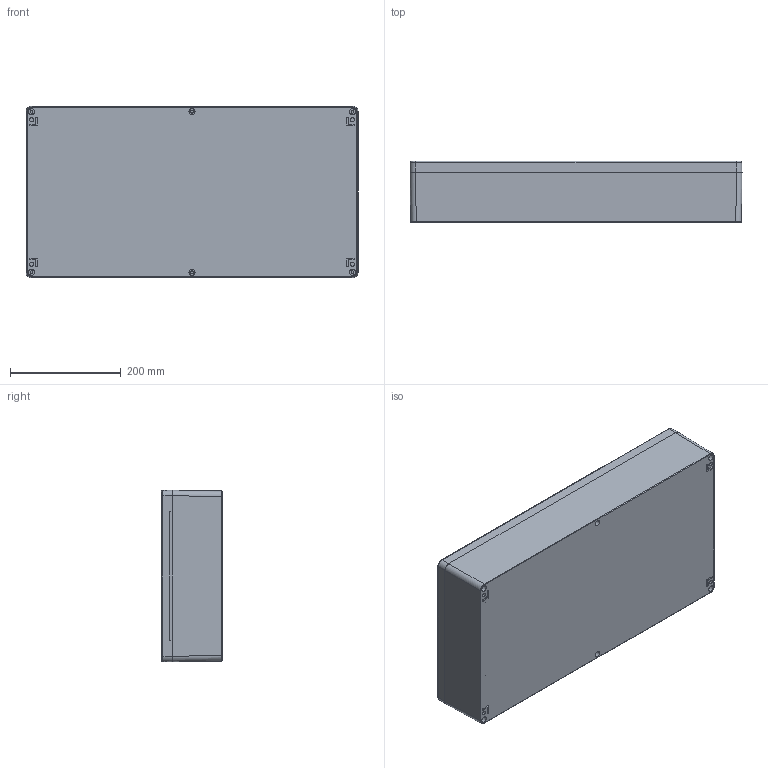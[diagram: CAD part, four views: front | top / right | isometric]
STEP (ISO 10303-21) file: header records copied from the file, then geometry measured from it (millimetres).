
FILE_DESCRIPTION((''),'2;1');
FILE_NAME('CA-470_ASM','2010-04-19T',('M.Fehring'),(''),'PRO/ENGINEER BY PARAMETRIC TECHNOLOGY CORPORATION, 2005070','PRO/ENGINEER BY PARAMETRIC TECHNOLOGY CORPORATION, 2005070','');
FILE_SCHEMA(('AUTOMOTIVE_DESIGN_CC2 { 1 2 10303 214 -1 1 5 2 }'));
Length unit declared in the file: millimetre
Products named in the file (8): CA-470_UT_PRT; 9261018000; CA-470_UT_ASM; CA-470_CA-480_DE_PRT; 9261104000; CA_470_CA-480_DE_ASM; 9261021000; CA-470_ASM
Assembly tree (15 placements, depth 3):
  CA-470_ASM
    CA-470_UT_ASM
      CA-470_UT_PRT
      9261018000  x4
    CA_470_CA-480_DE_ASM
      CA-470_CA-480_DE_PRT
      9261104000
    9261021000  x6
Bounding box: 600 x 111 x 310 mm (x, y, z)
Volume: 3069977.4 mm3; surface area: 1177939 mm2
Topology: 18 solids, 18 shells, 1122 faces, 2986 edges, 1901 vertices
Faces by surface type: plane 502, cylinder 339, cone 221, bspline 31, torus 29
Entity records: 27393 total; most frequent: CARTESIAN_POINT 6336, DIRECTION 3339, ORIENTED_EDGE 3308, PRESENTATION_STYLE_ASSIGNMENT 1660, STYLED_ITEM 1660, CURVE_STYLE 1654, EDGE_CURVE 1654, AXIS2_PLACEMENT_3D 1255
